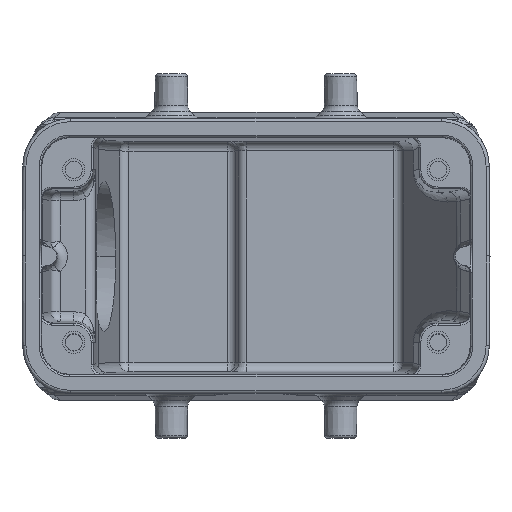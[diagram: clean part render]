
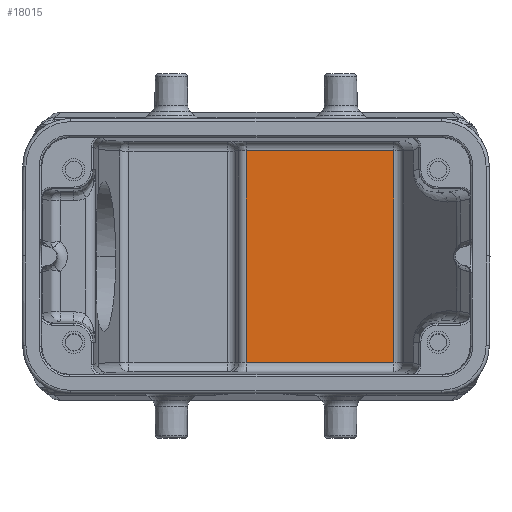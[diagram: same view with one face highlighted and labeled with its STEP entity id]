
A CAD part, top view. The second image highlights one B-rep face of the part: STEP entity #18015.
In plain terms, the highlighted planar face has unit normal (0, 0, 1).
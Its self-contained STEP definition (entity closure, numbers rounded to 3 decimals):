
#2057=DIRECTION('',(1.,0.,0.));
#2058=VECTOR('',#2057,23.067);
#2059=CARTESIAN_POINT('',(-1.493,-16.546,
-65.));
#2060=LINE('',#2059,#2058);
#2064=DIRECTION('',(0.,1.,0.));
#2065=VECTOR('',#2064,33.092);
#2066=CARTESIAN_POINT('',(-1.493,-16.546,
-65.));
#2067=LINE('',#2066,#2065);
#2071=DIRECTION('',(-1.,0.,0.));
#2072=VECTOR('',#2071,23.067);
#2073=CARTESIAN_POINT('',(21.573,16.546,-65.));
#2074=LINE('',#2073,#2072);
#2078=DIRECTION('',(0.,-1.,0.));
#2079=VECTOR('',#2078,33.092);
#2080=CARTESIAN_POINT('',(21.573,16.546,-65.));
#2081=LINE('',#2080,#2079);
#2104=CARTESIAN_POINT('',(-1.493,-16.546,
-65.));
#14796=VERTEX_POINT('',#2104);
#14810=CARTESIAN_POINT('',(21.573,16.546,-65.));
#14812=VERTEX_POINT('',#14810);
#14843=CARTESIAN_POINT('',(21.573,-16.546,-65.));
#14844=VERTEX_POINT('',#14843);
#14849=CARTESIAN_POINT('',(-1.493,16.546,
-65.));
#14850=VERTEX_POINT('',#14849);
#18002=CARTESIAN_POINT('',(22.724,-18.6,-65.));
#18003=DIRECTION('',(0.,0.,-1.));
#18004=DIRECTION('',(-1.,0.,0.));
#18005=AXIS2_PLACEMENT_3D('',#18002,#18003,#18004);
#18006=PLANE('',#18005);
#18008=ORIENTED_EDGE('',*,*,#18007,.F.);
#18010=ORIENTED_EDGE('',*,*,#18009,.T.);
#18011=ORIENTED_EDGE('',*,*,#17993,.F.);
#18012=ORIENTED_EDGE('',*,*,#17969,.T.);
#18013=EDGE_LOOP('',(#18008,#18010,#18011,#18012));
#18014=FACE_OUTER_BOUND('',#18013,.F.);
#17969=EDGE_CURVE('',#14812,#14844,#2081,.T.);
#17993=EDGE_CURVE('',#14812,#14850,#2074,.T.);
#18007=EDGE_CURVE('',#14796,#14844,#2060,.T.);
#18009=EDGE_CURVE('',#14796,#14850,#2067,.T.);
#18015=ADVANCED_FACE('',(#18014),#18006,.F.);
